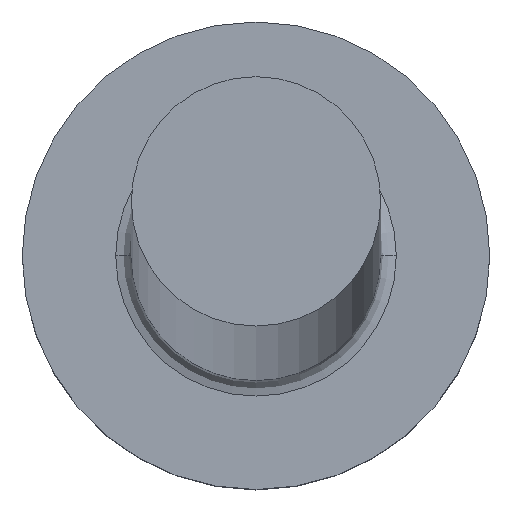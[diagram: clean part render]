
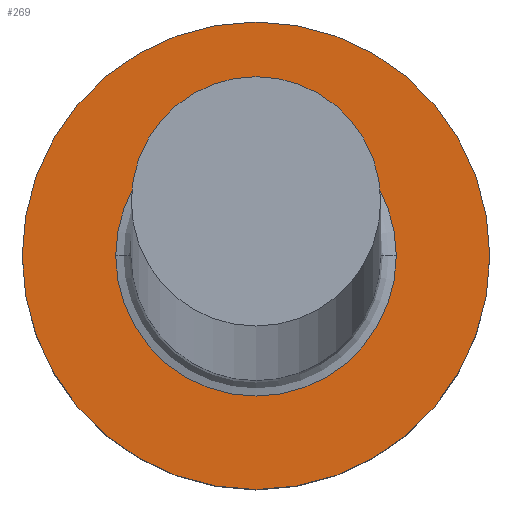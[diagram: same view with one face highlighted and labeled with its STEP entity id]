
A CAD part, top view. The second image highlights one B-rep face of the part: STEP entity #269.
In plain terms, the highlighted planar face has unit normal (0, 0, 1).
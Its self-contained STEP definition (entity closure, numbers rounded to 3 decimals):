
#16 = EDGE_LOOP ( 'NONE', ( #151, #42 ) ) ;
#21 = DIRECTION ( 'NONE',  ( 0., 0., 1. ) ) ;
#38 = CIRCLE ( 'NONE', #48, 3. ) ;
#42 = ORIENTED_EDGE ( 'NONE', *, *, #154, .T. ) ;
#43 = VERTEX_POINT ( 'NONE', #147 ) ;
#45 = DIRECTION ( 'NONE',  ( 1., 0., 0. ) ) ;
#48 = AXIS2_PLACEMENT_3D ( 'NONE', #164, #21, #92 ) ;
#50 = FACE_BOUND ( 'NONE', #192, .T. ) ;
#59 = DIRECTION ( 'NONE',  ( 0., 0., 1. ) ) ;
#63 = CARTESIAN_POINT ( 'NONE',  ( 3., 0., 3. ) ) ;
#64 = DIRECTION ( 'NONE',  ( 0., 0., -1. ) ) ;
#76 = AXIS2_PLACEMENT_3D ( 'NONE', #142, #114, #45 ) ;
#79 = DIRECTION ( 'NONE',  ( 1., 0., 0. ) ) ;
#87 = FACE_OUTER_BOUND ( 'NONE', #16, .T. ) ;
#92 = DIRECTION ( 'NONE',  ( 1., 0., 0. ) ) ;
#94 = CARTESIAN_POINT ( 'NONE',  ( -1.8, 0., 3. ) ) ;
#97 = AXIS2_PLACEMENT_3D ( 'NONE', #187, #64, #254 ) ;
#114 = DIRECTION ( 'NONE',  ( 0., 0., 1. ) ) ;
#133 = VERTEX_POINT ( 'NONE', #63 ) ;
#137 = DIRECTION ( 'NONE',  ( 0., 0., -1. ) ) ;
#138 = DIRECTION ( 'NONE',  ( 1., 0., 0. ) ) ;
#142 = CARTESIAN_POINT ( 'NONE',  ( 0., 0., 3. ) ) ;
#147 = CARTESIAN_POINT ( 'NONE',  ( -3., 0., 3. ) ) ;
#151 = ORIENTED_EDGE ( 'NONE', *, *, #211, .T. ) ;
#154 = EDGE_CURVE ( 'NONE', #133, #43, #168, .T. ) ;
#164 = CARTESIAN_POINT ( 'NONE',  ( 0., 0., 3. ) ) ;
#168 = CIRCLE ( 'NONE', #290, 3. ) ;
#187 = CARTESIAN_POINT ( 'NONE',  ( 0., 0., 3. ) ) ;
#192 = EDGE_LOOP ( 'NONE', ( #249, #195 ) ) ;
#195 = ORIENTED_EDGE ( 'NONE', *, *, #221, .T. ) ;
#209 = CIRCLE ( 'NONE', #266, 1.8 ) ;
#211 = EDGE_CURVE ( 'NONE', #43, #133, #38, .T. ) ;
#221 = EDGE_CURVE ( 'NONE', #292, #250, #209, .T. ) ;
#233 = CARTESIAN_POINT ( 'NONE',  ( 1.8, 0., 3. ) ) ;
#249 = ORIENTED_EDGE ( 'NONE', *, *, #297, .T. ) ;
#250 = VERTEX_POINT ( 'NONE', #233 ) ;
#253 = CIRCLE ( 'NONE', #97, 1.8 ) ;
#254 = DIRECTION ( 'NONE',  ( 1., 0., 0. ) ) ;
#266 = AXIS2_PLACEMENT_3D ( 'NONE', #280, #137, #138 ) ;
#269 = ADVANCED_FACE ( 'NONE', ( #50, #87 ), #306, .T. ) ;
#280 = CARTESIAN_POINT ( 'NONE',  ( 0., 0., 3. ) ) ;
#290 = AXIS2_PLACEMENT_3D ( 'NONE', #291, #59, #79 ) ;
#291 = CARTESIAN_POINT ( 'NONE',  ( 0., 0., 3. ) ) ;
#292 = VERTEX_POINT ( 'NONE', #94 ) ;
#297 = EDGE_CURVE ( 'NONE', #250, #292, #253, .T. ) ;
#306 = PLANE ( 'NONE',  #76 ) ;
